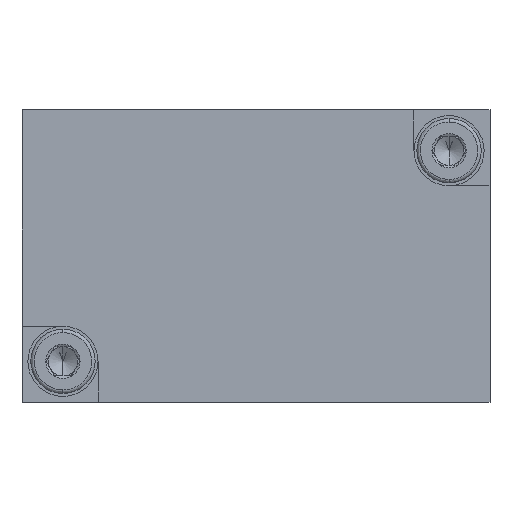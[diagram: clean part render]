
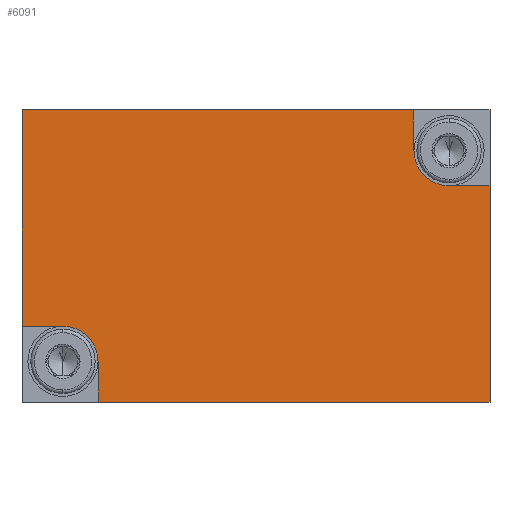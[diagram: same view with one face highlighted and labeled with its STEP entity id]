
A CAD part, front view. The second image highlights one B-rep face of the part: STEP entity #6091.
In plain terms, the highlighted planar face has unit normal (0, -1, 0).
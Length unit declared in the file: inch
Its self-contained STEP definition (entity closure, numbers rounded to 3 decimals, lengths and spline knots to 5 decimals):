
#34 = CARTESIAN_POINT ( 'NONE',  ( -0.7874, 0., 0.25591 ) ) ;
#87 = DIRECTION ( 'NONE',  ( 1., 0., 0. ) ) ;
#187 = VECTOR ( 'NONE', #5347, 39.37008 ) ;
#217 = ORIENTED_EDGE ( 'NONE', *, *, #3954, .F. ) ;
#223 = EDGE_CURVE ( 'NONE', #7805, #7657, #7165, .T. ) ;
#232 = CARTESIAN_POINT ( 'NONE',  ( -0.5315, 0., 0. ) ) ;
#250 = CARTESIAN_POINT ( 'NONE',  ( 0.64961, 0., 0.72835 ) ) ;
#688 = CARTESIAN_POINT ( 'NONE',  ( 0.7874, 0., 0. ) ) ;
#722 = LINE ( 'NONE', #2581, #1970 ) ;
#738 = DIRECTION ( 'NONE',  ( 0., 0., -1. ) ) ;
#831 = EDGE_CURVE ( 'NONE', #6542, #2679, #7390, .T. ) ;
#1033 = DIRECTION ( 'NONE',  ( 0., 0., 1. ) ) ;
#1154 = CARTESIAN_POINT ( 'NONE',  ( -0.7874, 0., 0. ) ) ;
#1216 = VECTOR ( 'NONE', #1033, 39.37008 ) ;
#1255 = ORIENTED_EDGE ( 'NONE', *, *, #5143, .F. ) ;
#1271 = DIRECTION ( 'NONE',  ( 1., 0., 0. ) ) ;
#1668 = ORIENTED_EDGE ( 'NONE', *, *, #223, .T. ) ;
#1689 = LINE ( 'NONE', #2330, #187 ) ;
#1790 = VERTEX_POINT ( 'NONE', #5689 ) ;
#1880 = CARTESIAN_POINT ( 'NONE',  ( 0.7874, 0., 0. ) ) ;
#1970 = VECTOR ( 'NONE', #3261, 39.37008 ) ;
#2103 = AXIS2_PLACEMENT_3D ( 'NONE', #7369, #2643, #7592 ) ;
#2227 = AXIS2_PLACEMENT_3D ( 'NONE', #2295, #5429, #6086 ) ;
#2230 = EDGE_LOOP ( 'NONE', ( #6623, #5663, #4466, #1668, #217, #1255, #3697, #4142, #3578, #5913 ) ) ;
#2295 = CARTESIAN_POINT ( 'NONE',  ( 0.64961, 0., 0.84646 ) ) ;
#2330 = CARTESIAN_POINT ( 'NONE',  ( 0.5315, 0., 0. ) ) ;
#2523 = DIRECTION ( 'NONE',  ( 0., 1., 0. ) ) ;
#2581 = CARTESIAN_POINT ( 'NONE',  ( -0.7874, 0., 0.98425 ) ) ;
#2643 = DIRECTION ( 'NONE',  ( 0., -1., 0. ) ) ;
#2679 = VERTEX_POINT ( 'NONE', #6582 ) ;
#2764 = CARTESIAN_POINT ( 'NONE',  ( 0.5315, 0., 0.84646 ) ) ;
#3038 = PLANE ( 'NONE',  #4527 ) ;
#3261 = DIRECTION ( 'NONE',  ( -1., 0., 0. ) ) ;
#3377 = CIRCLE ( 'NONE', #2227, 0.11811 ) ;
#3403 = DIRECTION ( 'NONE',  ( -1., 0., 0. ) ) ;
#3540 = EDGE_CURVE ( 'NONE', #5036, #7805, #722, .T. ) ;
#3578 = ORIENTED_EDGE ( 'NONE', *, *, #6449, .T. ) ;
#3615 = VERTEX_POINT ( 'NONE', #4092 ) ;
#3650 = EDGE_CURVE ( 'NONE', #3825, #6827, #5237, .T. ) ;
#3659 = EDGE_CURVE ( 'NONE', #6291, #6542, #3377, .T. ) ;
#3697 = ORIENTED_EDGE ( 'NONE', *, *, #3650, .F. ) ;
#3750 = CARTESIAN_POINT ( 'NONE',  ( 0.5315, 0., 0.98425 ) ) ;
#3825 = VERTEX_POINT ( 'NONE', #232 ) ;
#3954 = EDGE_CURVE ( 'NONE', #3615, #7657, #5849, .T. ) ;
#4092 = CARTESIAN_POINT ( 'NONE',  ( -0.64961, 0., 0.25591 ) ) ;
#4142 = ORIENTED_EDGE ( 'NONE', *, *, #7414, .T. ) ;
#4301 = LINE ( 'NONE', #688, #7177 ) ;
#4329 = EDGE_CURVE ( 'NONE', #5036, #6291, #1689, .T. ) ;
#4341 = FACE_OUTER_BOUND ( 'NONE', #2230, .T. ) ;
#4466 = ORIENTED_EDGE ( 'NONE', *, *, #3540, .T. ) ;
#4493 = CARTESIAN_POINT ( 'NONE',  ( 0.7874, 0., 0.98425 ) ) ;
#4527 = AXIS2_PLACEMENT_3D ( 'NONE', #1880, #2523, #738 ) ;
#4586 = VECTOR ( 'NONE', #5471, 39.37008 ) ;
#4848 = VECTOR ( 'NONE', #1271, 39.37008 ) ;
#4878 = CARTESIAN_POINT ( 'NONE',  ( 0.7874, 0., 0.72835 ) ) ;
#5036 = VERTEX_POINT ( 'NONE', #3750 ) ;
#5143 = EDGE_CURVE ( 'NONE', #6827, #3615, #7404, .T. ) ;
#5170 = VECTOR ( 'NONE', #5678, 39.37008 ) ;
#5237 = LINE ( 'NONE', #7625, #1216 ) ;
#5347 = DIRECTION ( 'NONE',  ( 0., 0., -1. ) ) ;
#5429 = DIRECTION ( 'NONE',  ( 0., -1., 0. ) ) ;
#5471 = DIRECTION ( 'NONE',  ( 0., 0., -1. ) ) ;
#5663 = ORIENTED_EDGE ( 'NONE', *, *, #4329, .F. ) ;
#5678 = DIRECTION ( 'NONE',  ( 0., 0., 1. ) ) ;
#5689 = CARTESIAN_POINT ( 'NONE',  ( 0.7874, 0., 0. ) ) ;
#5849 = LINE ( 'NONE', #7033, #7032 ) ;
#5913 = ORIENTED_EDGE ( 'NONE', *, *, #831, .F. ) ;
#6086 = DIRECTION ( 'NONE',  ( 0., 0., 1. ) ) ;
#6091 = ADVANCED_FACE ( 'NONE', ( #4341 ), #3038, .F. ) ;
#6259 = LINE ( 'NONE', #4493, #5170 ) ;
#6291 = VERTEX_POINT ( 'NONE', #2764 ) ;
#6440 = CARTESIAN_POINT ( 'NONE',  ( -0.7874, 0., 0.98425 ) ) ;
#6449 = EDGE_CURVE ( 'NONE', #1790, #2679, #6259, .T. ) ;
#6542 = VERTEX_POINT ( 'NONE', #250 ) ;
#6582 = CARTESIAN_POINT ( 'NONE',  ( 0.7874, 0., 0.72835 ) ) ;
#6623 = ORIENTED_EDGE ( 'NONE', *, *, #3659, .F. ) ;
#6827 = VERTEX_POINT ( 'NONE', #6989 ) ;
#6989 = CARTESIAN_POINT ( 'NONE',  ( -0.5315, 0., 0.1378 ) ) ;
#7032 = VECTOR ( 'NONE', #3403, 39.37008 ) ;
#7033 = CARTESIAN_POINT ( 'NONE',  ( -0.7874, 0., 0.25591 ) ) ;
#7165 = LINE ( 'NONE', #1154, #4586 ) ;
#7177 = VECTOR ( 'NONE', #87, 39.37008 ) ;
#7369 = CARTESIAN_POINT ( 'NONE',  ( -0.64961, 0., 0.1378 ) ) ;
#7390 = LINE ( 'NONE', #4878, #4848 ) ;
#7404 = CIRCLE ( 'NONE', #2103, 0.11811 ) ;
#7414 = EDGE_CURVE ( 'NONE', #3825, #1790, #4301, .T. ) ;
#7592 = DIRECTION ( 'NONE',  ( 0., 0., 1. ) ) ;
#7625 = CARTESIAN_POINT ( 'NONE',  ( -0.5315, 0., 0. ) ) ;
#7657 = VERTEX_POINT ( 'NONE', #34 ) ;
#7805 = VERTEX_POINT ( 'NONE', #6440 ) ;
